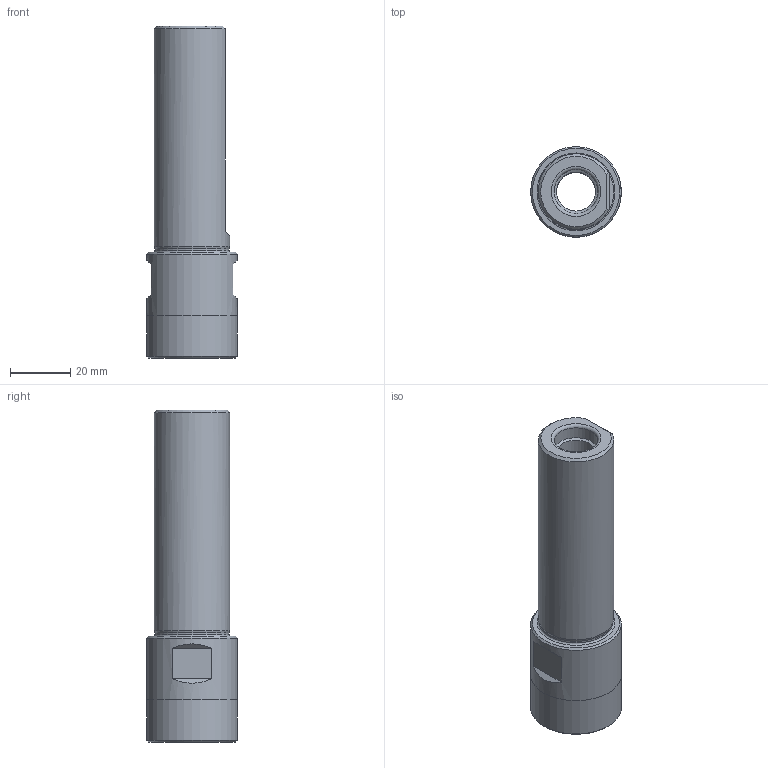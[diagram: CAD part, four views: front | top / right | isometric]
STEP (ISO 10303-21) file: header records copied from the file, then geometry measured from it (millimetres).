
FILE_DESCRIPTION(/* description */ (''),/* implementation_level */ '2;1');
FILE_NAME(/* name */ '262522552.stp',/* time_stamp */ '2021-01-19T15:40:56',/* author */ ('LRA'),/* organization */ ('REGO-FIX'),/* preprocessor_version */ ' Unknown',/* originating_system */ 'SIEMENS PLM Software Solid Edge ST10',/* authorization */ 'Unknown');
FILE_SCHEMA (('AUTOMOTIVE_DESIGN { 1 0 10303 214 2 1 1}'));
Length unit declared in the file: millimetre
Products named in the file (1): NOCUT
Bounding box: 30 x 30 x 110 mm (x, y, z)
Volume: 39307.4 mm3; surface area: 15131.8 mm2
Topology: 1 solids, 1 shells, 31 faces, 66 edges, 39 vertices
Faces by surface type: plane 12, cylinder 9, cone 7, torus 3
Full cylindrical faces by diameter (mm): 12.917 x3, 14.5 x1, 18 x1, 24.6 x1, 25 x1, 30 x2
Entity records: 949 total; most frequent: DIRECTION 137, CARTESIAN_POINT 117, ORIENTED_EDGE 84, AXIS2_PLACEMENT_3D 62, EDGE_LOOP 54, FACE_BOUND 54, EDGE_CURVE 42, VERTEX_POINT 34
